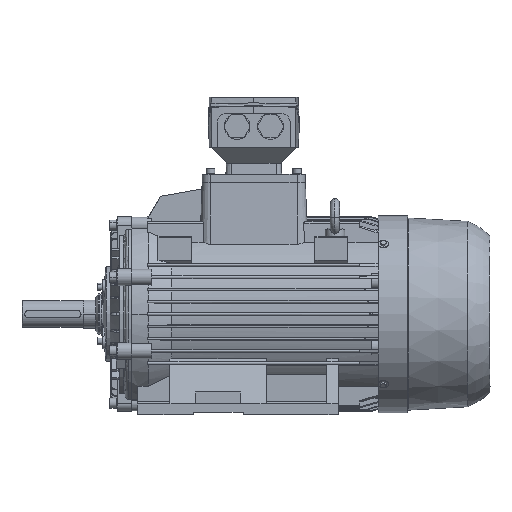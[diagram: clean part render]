
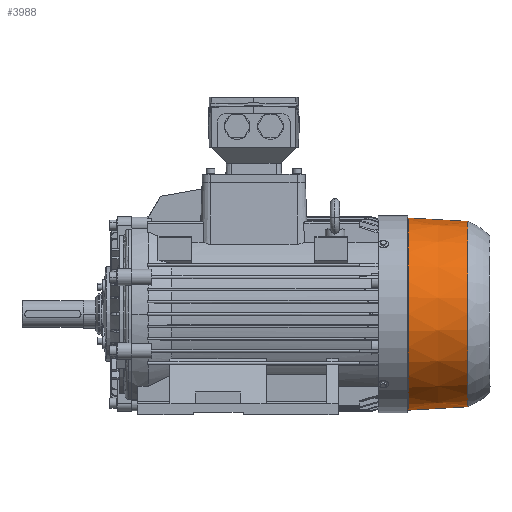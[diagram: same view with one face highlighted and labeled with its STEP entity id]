
A CAD part, front view. The second image highlights one B-rep face of the part: STEP entity #3988.
In plain terms, the highlighted conical face has half-angle 3.225 degrees and reference radius 169 mm.
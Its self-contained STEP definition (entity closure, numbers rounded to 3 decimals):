
#3988=ADVANCED_FACE('',(#9544),#9545,.T.);
#9544=FACE_OUTER_BOUND('',#17462,.T.);
#9545=CONICAL_SURFACE('',#17463,169.0,0.056);
#17462=EDGE_LOOP('',(#27341,#27342,#27343,#27344));
#17463=AXIS2_PLACEMENT_3D('',#27345,#27346,#27347);
#27341=ORIENTED_EDGE('',*,*,#49355,.F.);
#27342=ORIENTED_EDGE('',*,*,#49356,.T.);
#27343=ORIENTED_EDGE('',*,*,#49357,.F.);
#27344=ORIENTED_EDGE('',*,*,#49358,.F.);
#27345=CARTESIAN_POINT('',(548.25,0.0,0.0));
#27346=DIRECTION('',(-1.0,-0.0,0.0));
#27347=DIRECTION('',(0.0,0.0,1.0));
#49355=EDGE_CURVE('',#59389,#59383,#59390,.T.);
#49356=EDGE_CURVE('',#59389,#59391,#59392,.T.);
#49357=EDGE_CURVE('',#59380,#59391,#59393,.T.);
#49358=EDGE_CURVE('',#59383,#59380,#59394,.T.);
#59380=VERTEX_POINT('',#74738);
#59383=VERTEX_POINT('',#74741);
#59389=VERTEX_POINT('',#74747);
#59390=LINE('',#74748,#74749);
#59391=VERTEX_POINT('',#74750);
#59392=CIRCLE('',#74751,172.0);
#59393=LINE('',#74752,#74753);
#59394=CIRCLE('',#74754,166.0);
#74738=CARTESIAN_POINT('',(601.5,0.,-166.0));
#74741=CARTESIAN_POINT('',(601.5,0.0,166.0));
#74747=CARTESIAN_POINT('',(495.0,0.0,172.0));
#74748=CARTESIAN_POINT('',(548.25,0.,169.0));
#74749=VECTOR('',#105207,1.0);
#74750=CARTESIAN_POINT('',(495.0,0.,-172.0));
#74751=AXIS2_PLACEMENT_3D('',#105208,#105209,#105210);
#74752=CARTESIAN_POINT('',(548.25,0.,-169.0));
#74753=VECTOR('',#105211,1.0);
#74754=AXIS2_PLACEMENT_3D('',#105212,#105213,#105214);
#105207=DIRECTION('',(0.998,0.,-0.056));
#105208=CARTESIAN_POINT('',(495.0,0.0,0.0));
#105209=DIRECTION('',(1.0,0.0,-0.0));
#105210=DIRECTION('',(0.0,0.0,1.0));
#105211=DIRECTION('',(-0.998,0.,-0.056));
#105212=CARTESIAN_POINT('',(601.5,0.0,0.0));
#105213=DIRECTION('',(1.0,0.0,-0.0));
#105214=DIRECTION('',(0.0,0.0,1.0));
